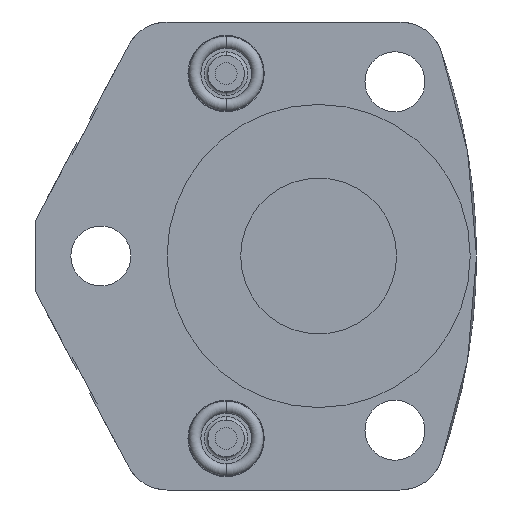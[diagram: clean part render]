
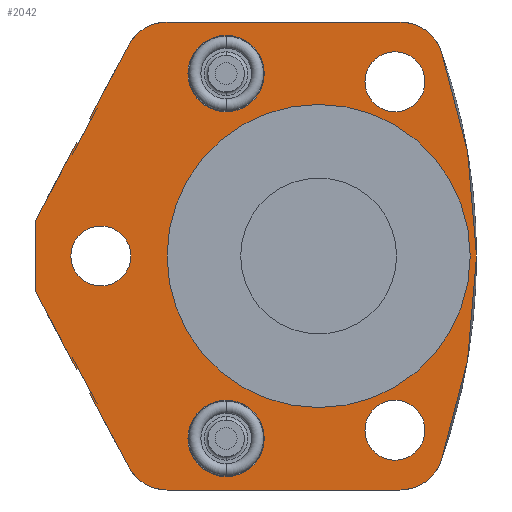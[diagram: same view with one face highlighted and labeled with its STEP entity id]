
A CAD part, front view. The second image highlights one B-rep face of the part: STEP entity #2042.
In plain terms, the highlighted planar face has unit normal (0, -1, 0).
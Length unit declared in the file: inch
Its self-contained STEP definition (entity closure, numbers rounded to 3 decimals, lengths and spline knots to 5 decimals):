
#152=CARTESIAN_POINT('',(0.,0.,0.));
#153=DIRECTION('',(0.,-1.,0.));
#154=DIRECTION('',(1.,0.,0.));
#155=AXIS2_PLACEMENT_3D('',#152,#153,#154);
#157=CARTESIAN_POINT('',(0.,0.,0.));
#158=DIRECTION('',(0.,1.,0.));
#159=DIRECTION('',(1.,0.,0.));
#160=AXIS2_PLACEMENT_3D('',#157,#158,#159);
#162=CARTESIAN_POINT('',(0.438,0.,1.));
#163=DIRECTION('',(0.,-1.,0.));
#164=DIRECTION('',(1.,0.,0.));
#165=AXIS2_PLACEMENT_3D('',#162,#163,#164);
#167=CARTESIAN_POINT('',(0.438,0.,1.));
#168=DIRECTION('',(0.,-1.,0.));
#169=DIRECTION('',(-1.,0.,0.));
#170=AXIS2_PLACEMENT_3D('',#167,#168,#169);
#172=CARTESIAN_POINT('',(0.438,0.,-1.));
#173=DIRECTION('',(0.,-1.,0.));
#174=DIRECTION('',(1.,0.,0.));
#175=AXIS2_PLACEMENT_3D('',#172,#173,#174);
#177=CARTESIAN_POINT('',(0.438,0.,-1.));
#178=DIRECTION('',(0.,-1.,0.));
#179=DIRECTION('',(-1.,0.,0.));
#180=AXIS2_PLACEMENT_3D('',#177,#178,#179);
#182=CARTESIAN_POINT('',(-1.25,0.,0.));
#183=DIRECTION('',(0.,-1.,0.));
#184=DIRECTION('',(1.,0.,0.));
#185=AXIS2_PLACEMENT_3D('',#182,#183,#184);
#187=CARTESIAN_POINT('',(-1.25,0.,0.));
#188=DIRECTION('',(0.,-1.,0.));
#189=DIRECTION('',(-1.,0.,0.));
#190=AXIS2_PLACEMENT_3D('',#187,#188,#189);
#192=DIRECTION('',(-0.469,0.,-0.883));
#193=VECTOR('',#192,0.1566);
#194=CARTESIAN_POINT('',(-1.3062,0.,0.7832));
#195=LINE('',#194,#193);
#196=DIRECTION('',(0.883,0.,-0.469));
#197=VECTOR('',#196,0.01);
#198=CARTESIAN_POINT('',(-1.31503,0.,0.7879));
#199=LINE('',#198,#197);
#200=DIRECTION('',(0.469,0.,0.883));
#201=VECTOR('',#200,0.47848);
#202=CARTESIAN_POINT('',(-1.31503,0.,0.7879));
#203=LINE('',#202,#201);
#204=DIRECTION('',(1.,0.,0.));
#205=VECTOR('',#204,1.33636);
#206=CARTESIAN_POINT('',(-0.86966,0.,1.343));
#207=LINE('',#206,#205);
#208=CARTESIAN_POINT('',(-2.594,0.,0.));
#209=DIRECTION('',(0.,-1.,0.));
#210=DIRECTION('',(0.942,0.,-0.336));
#211=AXIS2_PLACEMENT_3D('',#208,#209,#210);
#213=DIRECTION('',(-1.,0.,0.));
#214=VECTOR('',#213,1.33636);
#215=CARTESIAN_POINT('',(0.46669,0.,-1.343));
#216=LINE('',#215,#214);
#217=DIRECTION('',(0.469,0.,-0.883));
#218=VECTOR('',#217,0.47848);
#219=CARTESIAN_POINT('',(-1.31503,0.,-0.7879));
#220=LINE('',#219,#218);
#221=DIRECTION('',(0.883,0.,0.469));
#222=VECTOR('',#221,0.01);
#223=CARTESIAN_POINT('',(-1.31503,0.,-0.7879));
#224=LINE('',#223,#222);
#225=DIRECTION('',(0.469,0.,-0.883));
#226=VECTOR('',#225,0.1566);
#227=CARTESIAN_POINT('',(-1.37972,0.,-0.64493));
#228=LINE('',#227,#226);
#229=DIRECTION('',(0.883,0.,0.469));
#230=VECTOR('',#229,0.01);
#231=CARTESIAN_POINT('',(-1.38855,0.,-0.64962));
#232=LINE('',#231,#230);
#233=DIRECTION('',(0.469,0.,-0.883));
#234=VECTOR('',#233,0.50364);
#235=CARTESIAN_POINT('',(-1.625,0.,-0.20493));
#236=LINE('',#235,#234);
#237=DIRECTION('',(0.,0.,-1.));
#238=VECTOR('',#237,0.40987);
#239=CARTESIAN_POINT('',(-1.625,0.,0.20493));
#240=LINE('',#239,#238);
#241=DIRECTION('',(0.469,0.,0.883));
#242=VECTOR('',#241,0.50364);
#243=CARTESIAN_POINT('',(-1.625,0.,0.20493));
#244=LINE('',#243,#242);
#245=DIRECTION('',(0.883,0.,-0.469));
#246=VECTOR('',#245,0.01);
#247=CARTESIAN_POINT('',(-1.38855,0.,0.64962));
#248=LINE('',#247,#246);
#249=CARTESIAN_POINT('',(-0.531,0.,-1.047));
#250=DIRECTION('',(0.,1.,0.));
#251=DIRECTION('',(-1.,0.,0.));
#252=AXIS2_PLACEMENT_3D('',#249,#250,#251);
#254=CARTESIAN_POINT('',(-0.531,0.,-1.047));
#255=DIRECTION('',(0.,1.,0.));
#256=DIRECTION('',(1.,0.,0.));
#257=AXIS2_PLACEMENT_3D('',#254,#255,#256);
#259=CARTESIAN_POINT('',(-0.531,0.,1.047));
#260=DIRECTION('',(0.,1.,0.));
#261=DIRECTION('',(-1.,0.,0.));
#262=AXIS2_PLACEMENT_3D('',#259,#260,#261);
#264=CARTESIAN_POINT('',(-0.531,0.,1.047));
#265=DIRECTION('',(0.,1.,0.));
#266=DIRECTION('',(1.,0.,0.));
#267=AXIS2_PLACEMENT_3D('',#264,#265,#266);
#632=CARTESIAN_POINT('',(-0.86966,0.,-1.093));
#633=DIRECTION('',(0.,-1.,0.));
#634=DIRECTION('',(-0.883,0.,-0.469));
#635=AXIS2_PLACEMENT_3D('',#632,#633,#634);
#657=CARTESIAN_POINT('',(0.46669,0.,-1.093));
#658=DIRECTION('',(0.,-1.,0.));
#659=DIRECTION('',(0.,0.,-1.));
#660=AXIS2_PLACEMENT_3D('',#657,#658,#659);
#670=CARTESIAN_POINT('',(0.46669,0.,1.093));
#671=DIRECTION('',(0.,-1.,0.));
#672=DIRECTION('',(0.942,0.,0.336));
#673=AXIS2_PLACEMENT_3D('',#670,#671,#672);
#695=CARTESIAN_POINT('',(-0.86966,0.,1.093));
#696=DIRECTION('',(0.,-1.,0.));
#697=DIRECTION('',(0.,0.,1.));
#698=AXIS2_PLACEMENT_3D('',#695,#696,#697);
#1505=CARTESIAN_POINT('',(0.87,0.,0.));
#1507=VERTEX_POINT('',#1505);
#1509=CARTESIAN_POINT('',(-0.87,0.,0.));
#1511=VERTEX_POINT('',#1509);
#1512=CARTESIAN_POINT('',(-1.625,0.,0.20493));
#1513=CARTESIAN_POINT('',(-1.625,0.,-0.20493));
#1514=VERTEX_POINT('',#1512);
#1515=VERTEX_POINT('',#1513);
#1516=CARTESIAN_POINT('',(0.61,0.,1.));
#1517=CARTESIAN_POINT('',(0.266,0.,1.));
#1518=VERTEX_POINT('',#1516);
#1519=VERTEX_POINT('',#1517);
#1550=CARTESIAN_POINT('',(-1.37972,0.,-0.64493));
#1551=CARTESIAN_POINT('',(-1.3062,0.,-0.7832));
#1552=VERTEX_POINT('',#1550);
#1553=VERTEX_POINT('',#1551);
#1554=CARTESIAN_POINT('',(-1.38855,0.,-0.64962));
#1555=VERTEX_POINT('',#1554);
#1556=CARTESIAN_POINT('',(-1.31503,0.,-0.7879));
#1557=VERTEX_POINT('',#1556);
#1579=CARTESIAN_POINT('',(-1.3062,0.,0.7832));
#1580=CARTESIAN_POINT('',(-1.37972,0.,0.64493));
#1581=VERTEX_POINT('',#1579);
#1582=VERTEX_POINT('',#1580);
#1583=CARTESIAN_POINT('',(-1.31503,0.,0.7879));
#1584=VERTEX_POINT('',#1583);
#1585=CARTESIAN_POINT('',(-1.38855,0.,0.64962));
#1586=VERTEX_POINT('',#1585);
#1612=CARTESIAN_POINT('',(-0.75,0.,-1.047));
#1613=CARTESIAN_POINT('',(-0.312,0.,-1.047));
#1614=VERTEX_POINT('',#1612);
#1615=VERTEX_POINT('',#1613);
#1632=CARTESIAN_POINT('',(-0.75,0.,1.047));
#1633=CARTESIAN_POINT('',(-0.312,0.,1.047));
#1634=VERTEX_POINT('',#1632);
#1635=VERTEX_POINT('',#1633);
#1666=CARTESIAN_POINT('',(0.46669,0.,-1.343));
#1667=CARTESIAN_POINT('',(0.70213,0.,-1.17708));
#1668=VERTEX_POINT('',#1666);
#1669=VERTEX_POINT('',#1667);
#1670=CARTESIAN_POINT('',(0.70213,0.,1.17708));
#1671=CARTESIAN_POINT('',(0.46669,0.,1.343));
#1672=VERTEX_POINT('',#1670);
#1673=VERTEX_POINT('',#1671);
#1674=CARTESIAN_POINT('',(-0.86966,0.,1.343));
#1675=CARTESIAN_POINT('',(-1.0904,0.,1.21037));
#1676=VERTEX_POINT('',#1674);
#1677=VERTEX_POINT('',#1675);
#1678=CARTESIAN_POINT('',(-1.0904,0.,-1.21037));
#1679=CARTESIAN_POINT('',(-0.86966,0.,-1.343));
#1680=VERTEX_POINT('',#1678);
#1681=VERTEX_POINT('',#1679);
#1682=CARTESIAN_POINT('',(0.61,0.,-1.));
#1683=CARTESIAN_POINT('',(0.266,0.,-1.));
#1684=VERTEX_POINT('',#1682);
#1685=VERTEX_POINT('',#1683);
#1686=CARTESIAN_POINT('',(-1.078,0.,0.));
#1687=CARTESIAN_POINT('',(-1.422,0.,0.));
#1688=VERTEX_POINT('',#1686);
#1689=VERTEX_POINT('',#1687);
#1965=CARTESIAN_POINT('',(0.,0.,0.));
#1966=DIRECTION('',(0.,-1.,0.));
#1967=DIRECTION('',(-1.,0.,0.));
#1968=AXIS2_PLACEMENT_3D('',#1965,#1966,#1967);
#1969=PLANE('',#1968);
#1971=ORIENTED_EDGE('',*,*,#1970,.F.);
#1973=ORIENTED_EDGE('',*,*,#1972,.F.);
#1975=ORIENTED_EDGE('',*,*,#1974,.T.);
#1977=ORIENTED_EDGE('',*,*,#1976,.F.);
#1979=ORIENTED_EDGE('',*,*,#1978,.T.);
#1981=ORIENTED_EDGE('',*,*,#1980,.F.);
#1983=ORIENTED_EDGE('',*,*,#1982,.F.);
#1985=ORIENTED_EDGE('',*,*,#1984,.F.);
#1987=ORIENTED_EDGE('',*,*,#1986,.T.);
#1989=ORIENTED_EDGE('',*,*,#1988,.F.);
#1991=ORIENTED_EDGE('',*,*,#1990,.F.);
#1993=ORIENTED_EDGE('',*,*,#1992,.T.);
#1995=ORIENTED_EDGE('',*,*,#1994,.F.);
#1997=ORIENTED_EDGE('',*,*,#1996,.F.);
#1999=ORIENTED_EDGE('',*,*,#1998,.F.);
#2001=ORIENTED_EDGE('',*,*,#2000,.F.);
#2003=ORIENTED_EDGE('',*,*,#2002,.T.);
#2005=ORIENTED_EDGE('',*,*,#2004,.T.);
#2006=EDGE_LOOP('',(#1971,#1973,#1975,#1977,#1979,#1981,#1983,#1985,#1987,#1989,
#1991,#1993,#1995,#1997,#1999,#2001,#2003,#2005));
#2007=FACE_OUTER_BOUND('',#2006,.F.);
#2009=ORIENTED_EDGE('',*,*,#2008,.T.);
#2011=ORIENTED_EDGE('',*,*,#2010,.T.);
#2012=EDGE_LOOP('',(#2009,#2011));
#2013=FACE_BOUND('',#2012,.F.);
#2014=ORIENTED_EDGE('',*,*,#1945,.T.);
#2015=ORIENTED_EDGE('',*,*,#1959,.T.);
#2016=EDGE_LOOP('',(#2014,#2015));
#2017=FACE_BOUND('',#2016,.F.);
#2019=ORIENTED_EDGE('',*,*,#2018,.T.);
#2021=ORIENTED_EDGE('',*,*,#2020,.T.);
#2022=EDGE_LOOP('',(#2019,#2021));
#2023=FACE_BOUND('',#2022,.F.);
#2025=ORIENTED_EDGE('',*,*,#2024,.T.);
#2027=ORIENTED_EDGE('',*,*,#2026,.F.);
#2028=EDGE_LOOP('',(#2025,#2027));
#2029=FACE_BOUND('',#2028,.F.);
#2031=ORIENTED_EDGE('',*,*,#2030,.F.);
#2033=ORIENTED_EDGE('',*,*,#2032,.F.);
#2034=EDGE_LOOP('',(#2031,#2033));
#2035=FACE_BOUND('',#2034,.F.);
#2037=ORIENTED_EDGE('',*,*,#2036,.F.);
#2039=ORIENTED_EDGE('',*,*,#2038,.F.);
#2040=EDGE_LOOP('',(#2037,#2039));
#2041=FACE_BOUND('',#2040,.F.);
#2042=ADVANCED_FACE('',(#2007,#2013,#2017,#2023,#2029,#2035,#2041),#1969,.T.);
#156=CIRCLE('',#155,0.87);
#161=CIRCLE('',#160,0.87);
#166=CIRCLE('',#165,0.172);
#171=CIRCLE('',#170,0.172);
#176=CIRCLE('',#175,0.172);
#181=CIRCLE('',#180,0.172);
#186=CIRCLE('',#185,0.172);
#191=CIRCLE('',#190,0.172);
#212=CIRCLE('',#211,3.5);
#253=CIRCLE('',#252,0.219);
#258=CIRCLE('',#257,0.219);
#263=CIRCLE('',#262,0.219);
#268=CIRCLE('',#267,0.219);
#636=CIRCLE('',#635,0.25);
#661=CIRCLE('',#660,0.25);
#674=CIRCLE('',#673,0.25);
#699=CIRCLE('',#698,0.25);
#1945=EDGE_CURVE('',#1684,#1685,#176,.T.);
#1959=EDGE_CURVE('',#1685,#1684,#181,.T.);
#1970=EDGE_CURVE('',#1581,#1582,#195,.T.);
#1972=EDGE_CURVE('',#1584,#1581,#199,.T.);
#1974=EDGE_CURVE('',#1584,#1677,#203,.T.);
#1976=EDGE_CURVE('',#1676,#1677,#699,.T.);
#1978=EDGE_CURVE('',#1676,#1673,#207,.T.);
#1980=EDGE_CURVE('',#1672,#1673,#674,.T.);
#1982=EDGE_CURVE('',#1669,#1672,#212,.T.);
#1984=EDGE_CURVE('',#1668,#1669,#661,.T.);
#1986=EDGE_CURVE('',#1668,#1681,#216,.T.);
#1988=EDGE_CURVE('',#1680,#1681,#636,.T.);
#1990=EDGE_CURVE('',#1557,#1680,#220,.T.);
#1992=EDGE_CURVE('',#1557,#1553,#224,.T.);
#1994=EDGE_CURVE('',#1552,#1553,#228,.T.);
#1996=EDGE_CURVE('',#1555,#1552,#232,.T.);
#1998=EDGE_CURVE('',#1515,#1555,#236,.T.);
#2000=EDGE_CURVE('',#1514,#1515,#240,.T.);
#2002=EDGE_CURVE('',#1514,#1586,#244,.T.);
#2004=EDGE_CURVE('',#1586,#1582,#248,.T.);
#2008=EDGE_CURVE('',#1518,#1519,#166,.T.);
#2010=EDGE_CURVE('',#1519,#1518,#171,.T.);
#2018=EDGE_CURVE('',#1688,#1689,#186,.T.);
#2020=EDGE_CURVE('',#1689,#1688,#191,.T.);
#2024=EDGE_CURVE('',#1507,#1511,#156,.T.);
#2026=EDGE_CURVE('',#1507,#1511,#161,.T.);
#2030=EDGE_CURVE('',#1614,#1615,#253,.T.);
#2032=EDGE_CURVE('',#1615,#1614,#258,.T.);
#2036=EDGE_CURVE('',#1634,#1635,#263,.T.);
#2038=EDGE_CURVE('',#1635,#1634,#268,.T.);
